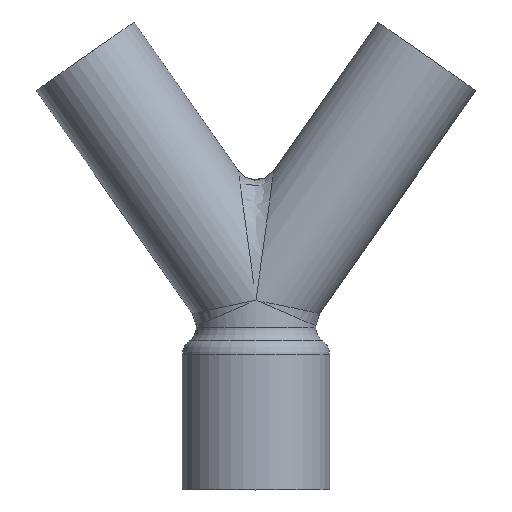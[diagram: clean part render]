
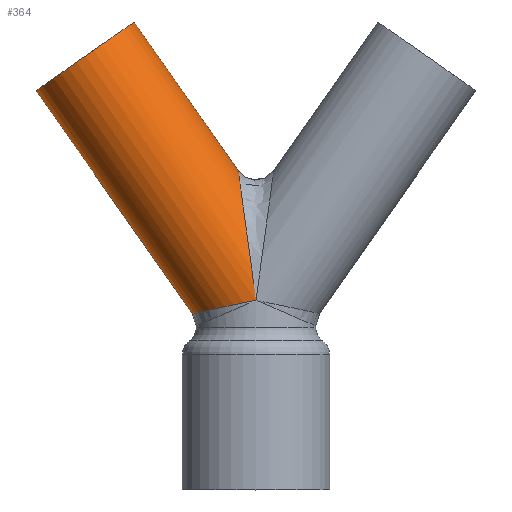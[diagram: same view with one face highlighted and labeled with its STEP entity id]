
A CAD part, top view. The second image highlights one B-rep face of the part: STEP entity #364.
In plain terms, the highlighted cylindrical face has radius 11.05 mm (diameter 22.1 mm), a full revolution.
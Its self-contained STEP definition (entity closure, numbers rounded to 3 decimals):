
#28=ELLIPSE('',#419,12.026,11.05);
#29=ELLIPSE('',#420,12.026,11.05);
#32=ELLIPSE('',#423,24.168,11.05);
#53=CYLINDRICAL_SURFACE('',#428,11.05);
#71=FACE_OUTER_BOUND('',#94,.T.);
#94=EDGE_LOOP('',(#304,#305,#306,#307,#308,#309));
#109=LINE('',#993,#118);
#118=VECTOR('',#541,11.05);
#138=CIRCLE('',#429,11.05);
#169=VERTEX_POINT('',#859);
#170=VERTEX_POINT('',#860);
#171=VERTEX_POINT('',#862);
#174=VERTEX_POINT('',#992);
#214=EDGE_CURVE('',#169,#170,#28,.T.);
#215=EDGE_CURVE('',#170,#171,#29,.T.);
#218=EDGE_CURVE('',#171,#169,#32,.T.);
#223=EDGE_CURVE('',#170,#174,#109,.T.);
#224=EDGE_CURVE('',#174,#174,#138,.T.);
#304=ORIENTED_EDGE('',*,*,#218,.F.);
#305=ORIENTED_EDGE('',*,*,#215,.F.);
#306=ORIENTED_EDGE('',*,*,#223,.T.);
#307=ORIENTED_EDGE('',*,*,#224,.T.);
#308=ORIENTED_EDGE('',*,*,#223,.F.);
#309=ORIENTED_EDGE('',*,*,#214,.F.);
#364=ADVANCED_FACE('',(#71),#53,.T.);
#419=AXIS2_PLACEMENT_3D('',#861,#521,#522);
#420=AXIS2_PLACEMENT_3D('',#863,#523,#524);
#423=AXIS2_PLACEMENT_3D('',#945,#529,#530);
#428=AXIS2_PLACEMENT_3D('',#991,#539,#540);
#429=AXIS2_PLACEMENT_3D('',#994,#542,#543);
#521=DIRECTION('center_axis',(0.204,-0.979,0.));
#522=DIRECTION('ref_axis',(-0.979,-0.204,0.));
#523=DIRECTION('center_axis',(0.204,-0.979,0.));
#524=DIRECTION('ref_axis',(-0.979,-0.204,0.));
#529=DIRECTION('center_axis',(0.991,0.136,0.));
#530=DIRECTION('ref_axis',(-0.136,0.991,0.));
#539=DIRECTION('center_axis',(-0.574,0.819,0.));
#540=DIRECTION('ref_axis',(0.819,0.574,0.));
#541=DIRECTION('',(-0.574,0.819,0.));
#542=DIRECTION('center_axis',(0.574,-0.819,0.));
#543=DIRECTION('ref_axis',(0.819,0.574,0.));
#859=CARTESIAN_POINT('',(0.,35.,11.05));
#860=CARTESIAN_POINT('',(-11.773,32.549,0.));
#861=CARTESIAN_POINT('Origin',(0.,35.,0.));
#862=CARTESIAN_POINT('',(0.,35.,-11.05));
#863=CARTESIAN_POINT('Origin',(0.,35.,0.));
#945=CARTESIAN_POINT('Origin',(0.,35.,0.));
#991=CARTESIAN_POINT('Origin',(-31.547,80.053,0.));
#992=CARTESIAN_POINT('',(-40.598,73.715,0.));
#993=CARTESIAN_POINT('',(-40.598,73.715,0.));
#994=CARTESIAN_POINT('Origin',(-31.547,80.053,0.));
